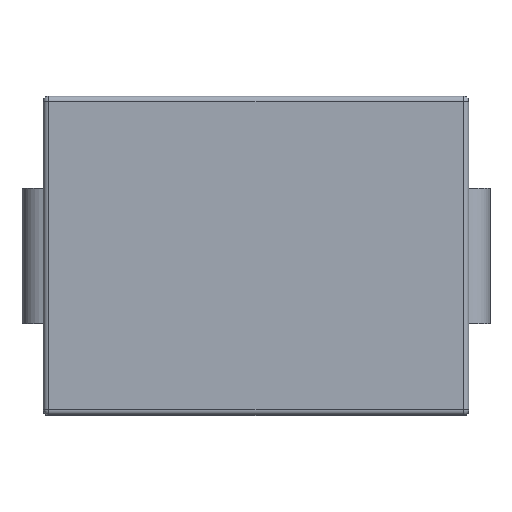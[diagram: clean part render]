
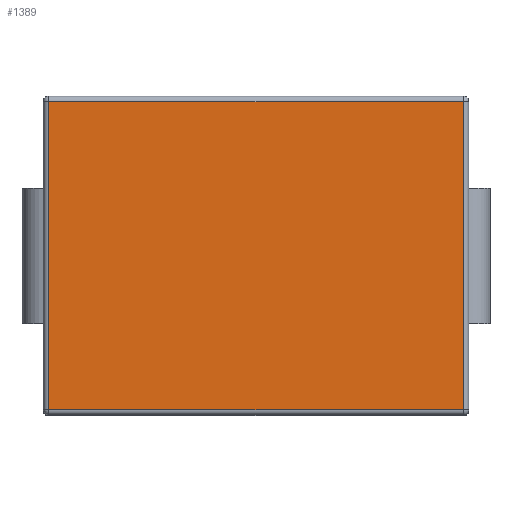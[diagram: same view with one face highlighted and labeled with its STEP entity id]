
A CAD part, top view. The second image highlights one B-rep face of the part: STEP entity #1389.
In plain terms, the highlighted face is planar.
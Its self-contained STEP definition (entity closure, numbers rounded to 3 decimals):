
#236=ORIENTED_EDGE('',*,*,#474,.F.);
#237=ORIENTED_EDGE('',*,*,#478,.F.);
#238=ORIENTED_EDGE('',*,*,#480,.F.);
#239=ORIENTED_EDGE('',*,*,#462,.F.);
#462=EDGE_CURVE('',#587,#588,#674,.T.);
#474=EDGE_CURVE('',#591,#587,#676,.T.);
#478=EDGE_CURVE('',#593,#591,#677,.T.);
#480=EDGE_CURVE('',#588,#593,#679,.T.);
#587=VERTEX_POINT('',#1975);
#588=VERTEX_POINT('',#1979);
#591=VERTEX_POINT('',#2001);
#593=VERTEX_POINT('',#2009);
#674=LINE('',#1980,#770);
#676=LINE('',#2002,#772);
#677=LINE('',#2010,#773);
#679=LINE('',#2013,#775);
#770=VECTOR('',#1654,1000.);
#772=VECTOR('',#1690,1000.);
#773=VECTOR('',#1701,1000.);
#775=VECTOR('',#1705,1000.);
#843=EDGE_LOOP('',(#236,#237,#238,#239));
#901=FACE_BOUND('',#843,.T.);
#938=PLANE('',#1483);
#1389=ADVANCED_FACE('',(#901),#938,.F.);
#1483=AXIS2_PLACEMENT_3D('',#2012,#1703,#1704);
#1654=DIRECTION('',(-1.,0.,0.));
#1690=DIRECTION('',(0.,1.,0.));
#1701=DIRECTION('',(1.,0.,0.));
#1703=DIRECTION('',(0.,0.,1.));
#1704=DIRECTION('',(1.,0.,0.));
#1705=DIRECTION('',(0.,-1.,0.));
#1975=CARTESIAN_POINT('',(1.95,1.45,-1.275));
#1979=CARTESIAN_POINT('',(-1.95,1.45,-1.275));
#1980=CARTESIAN_POINT('',(-2.,1.45,-1.275));
#2001=CARTESIAN_POINT('',(1.95,-1.45,-1.275));
#2002=CARTESIAN_POINT('',(1.95,-1.5,-1.275));
#2009=CARTESIAN_POINT('',(-1.95,-1.45,-1.275));
#2010=CARTESIAN_POINT('',(-2.,-1.45,-1.275));
#2012=CARTESIAN_POINT('',(-2.,-1.5,-1.275));
#2013=CARTESIAN_POINT('',(-1.95,-1.5,-1.275));
